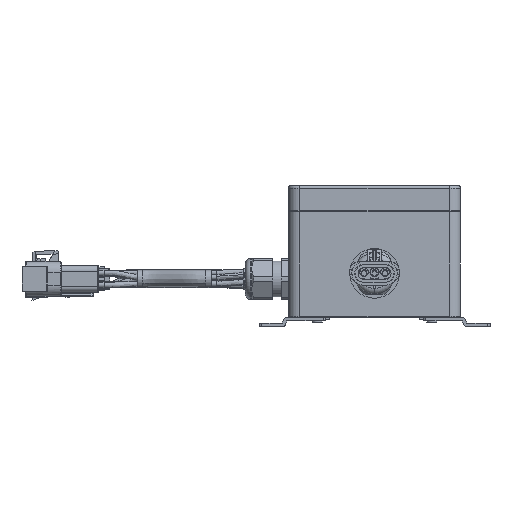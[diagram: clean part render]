
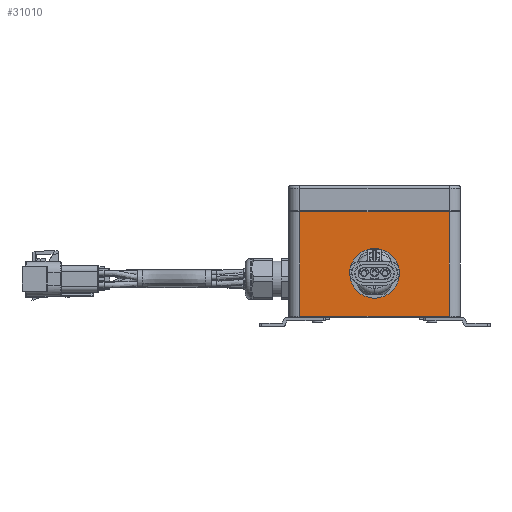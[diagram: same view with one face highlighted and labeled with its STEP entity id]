
A CAD part, front view. The second image highlights one B-rep face of the part: STEP entity #31010.
In plain terms, the highlighted planar face has unit normal (0, -1, 0).
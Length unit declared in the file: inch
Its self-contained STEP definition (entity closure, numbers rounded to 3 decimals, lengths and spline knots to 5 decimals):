
#935 = FACE_BOUND ( 'NONE', #41613, .T. ) ;
#936 = FACE_OUTER_BOUND ( 'NONE', #41615, .T. ) ;
#2379 = AXIS2_PLACEMENT_3D ( 'NONE', #4194, #4195, #4196 ) ;
#4193 = PLANE ( 'NONE',  #2379 ) ;
#4194 = CARTESIAN_POINT ( 'NONE',  ( -1.94882, -3.13, 0. ) ) ;
#4195 = DIRECTION ( 'NONE',  ( 0., -1., 0. ) ) ;
#4196 = DIRECTION ( 'NONE',  ( 1., 0., 0. ) ) ;
#10295 = LINE ( 'NONE', #20583, #18657 ) ;
#10296 = LINE ( 'NONE', #20585, #18658 ) ;
#10297 = LINE ( 'NONE', #20587, #18659 ) ;
#10298 = LINE ( 'NONE', #20589, #18661 ) ;
#12013 = CARTESIAN_POINT ( 'NONE',  ( 0., -3.13, 0.4375 ) ) ;
#12014 = CARTESIAN_POINT ( 'NONE',  ( 0., -3.13, 1.5625 ) ) ;
#18325 = CIRCLE ( 'NONE', #18327, 0.5625 ) ;
#18327 = AXIS2_PLACEMENT_3D ( 'NONE', #19702, #19703, #19705 ) ;
#18580 = CIRCLE ( 'NONE', #18582, 0.5625 ) ;
#18582 = AXIS2_PLACEMENT_3D ( 'NONE', #20440, #20441, #20442 ) ;
#18657 = VECTOR ( 'NONE', #20584, 39.37008 ) ;
#18658 = VECTOR ( 'NONE', #20586, 39.37008 ) ;
#18659 = VECTOR ( 'NONE', #20588, 39.37008 ) ;
#18661 = VECTOR ( 'NONE', #20590, 39.37008 ) ;
#19702 = CARTESIAN_POINT ( 'NONE',  ( 0., -3.13, 1. ) ) ;
#19703 = DIRECTION ( 'NONE',  ( 0., 1., 0. ) ) ;
#19705 = DIRECTION ( 'NONE',  ( 0., 0., 1. ) ) ;
#20440 = CARTESIAN_POINT ( 'NONE',  ( 0., -3.13, 1. ) ) ;
#20441 = DIRECTION ( 'NONE',  ( 0., 1., 0. ) ) ;
#20442 = DIRECTION ( 'NONE',  ( 0., 0., 1. ) ) ;
#20583 = CARTESIAN_POINT ( 'NONE',  ( -1.69882, -3.13, 1.20079 ) ) ;
#20584 = DIRECTION ( 'NONE',  ( 0., 0., 1. ) ) ;
#20585 = CARTESIAN_POINT ( 'NONE',  ( 0., -3.13, 2.40157 ) ) ;
#20586 = DIRECTION ( 'NONE',  ( 1., 0., 0. ) ) ;
#20587 = CARTESIAN_POINT ( 'NONE',  ( 0., -3.13, 0.025 ) ) ;
#20588 = DIRECTION ( 'NONE',  ( -1., 0., 0. ) ) ;
#20589 = CARTESIAN_POINT ( 'NONE',  ( 1.69882, -3.13, 1.20079 ) ) ;
#20590 = DIRECTION ( 'NONE',  ( 0., 0., -1. ) ) ;
#25375 = CARTESIAN_POINT ( 'NONE',  ( -1.69882, -3.13, 2.40157 ) ) ;
#25376 = CARTESIAN_POINT ( 'NONE',  ( 1.69882, -3.13, 2.40157 ) ) ;
#25377 = CARTESIAN_POINT ( 'NONE',  ( -1.69882, -3.13, 0.025 ) ) ;
#25378 = CARTESIAN_POINT ( 'NONE',  ( 1.69882, -3.13, 0.025 ) ) ;
#31010 = ADVANCED_FACE ( 'NONE', ( #935, #936 ), #4193, .T. ) ;
#36917 = VERTEX_POINT ( 'NONE', #12013 ) ;
#36918 = VERTEX_POINT ( 'NONE', #12014 ) ;
#38629 = EDGE_CURVE ( 'NONE', #36917, #36918, #18325, .T. ) ;
#38787 = EDGE_CURVE ( 'NONE', #36918, #36917, #18580, .T. ) ;
#38840 = EDGE_CURVE ( 'NONE', #42990, #42988, #10295, .T. ) ;
#38841 = EDGE_CURVE ( 'NONE', #42988, #42989, #10296, .T. ) ;
#38842 = EDGE_CURVE ( 'NONE', #42991, #42990, #10297, .T. ) ;
#38843 = EDGE_CURVE ( 'NONE', #42989, #42991, #10298, .T. ) ;
#41613 = EDGE_LOOP ( 'NONE', ( #43473, #43474 ) ) ;
#41615 = EDGE_LOOP ( 'NONE', ( #43475, #43477, #43476, #43478 ) ) ;
#42988 = VERTEX_POINT ( 'NONE', #25375 ) ;
#42989 = VERTEX_POINT ( 'NONE', #25376 ) ;
#42990 = VERTEX_POINT ( 'NONE', #25377 ) ;
#42991 = VERTEX_POINT ( 'NONE', #25378 ) ;
#43473 = ORIENTED_EDGE ( 'NONE', *, *, #38787, .T. ) ;
#43474 = ORIENTED_EDGE ( 'NONE', *, *, #38629, .T. ) ;
#43475 = ORIENTED_EDGE ( 'NONE', *, *, #38841, .F. ) ;
#43476 = ORIENTED_EDGE ( 'NONE', *, *, #38842, .F. ) ;
#43477 = ORIENTED_EDGE ( 'NONE', *, *, #38840, .F. ) ;
#43478 = ORIENTED_EDGE ( 'NONE', *, *, #38843, .F. ) ;
